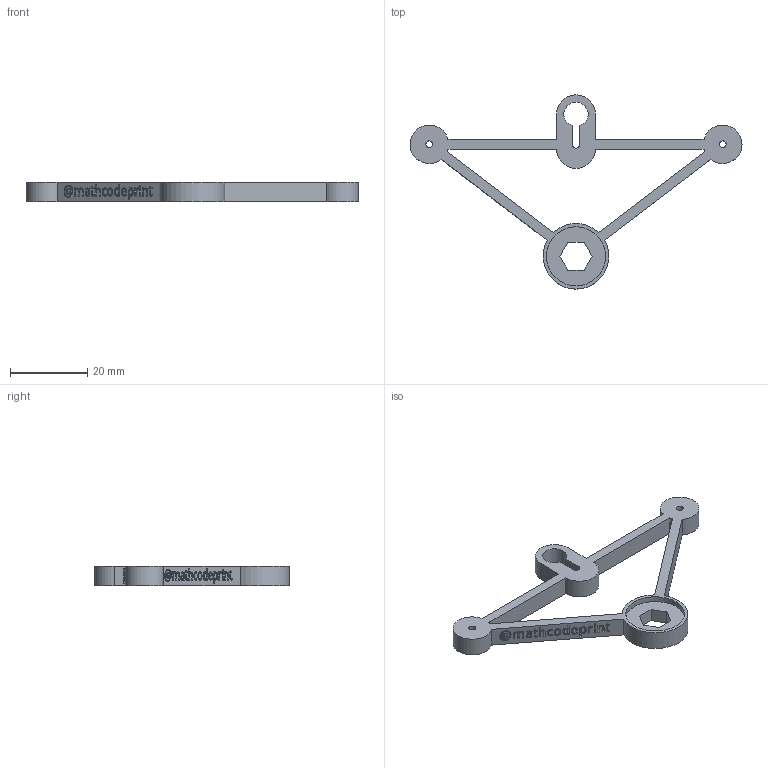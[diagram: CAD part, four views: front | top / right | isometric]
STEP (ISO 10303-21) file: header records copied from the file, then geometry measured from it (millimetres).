
FILE_DESCRIPTION(('FreeCAD Model'),'2;1');
FILE_NAME('Inter-Leg Cross Member.step','2018-12-21T09:50:07',('kicad StepUp'),('ksu MCAD'), 'Open CASCADE STEP processor 7.3','FreeCAD','Unknown');
FILE_SCHEMA(('AUTOMOTIVE_DESIGN { 1 0 10303 214 1 1 1 1 }'));
Length unit declared in the file: millimetre
Products named in the file (1): Pocket005
Bounding box: 86 x 50.31 x 5 mm (x, y, z)
Volume: 3643.1 mm3; surface area: 3978.8 mm2
Topology: 1 solids, 1 shells, 552 faces, 1569 edges, 1046 vertices
Faces by surface type: extrusion 362, plane 177, cylinder 13
Full cylindrical faces by diameter (mm): 1.75 x2, 15.3 x1
Entity records: 18344 total; most frequent: CARTESIAN_POINT 5340, ORIENTED_EDGE 3138, DIRECTION 1615, EDGE_CURVE 1569, VECTOR 1181, B_SPLINE_CURVE_WITH_KNOTS 1086, VERTEX_POINT 1046, LINE 819
